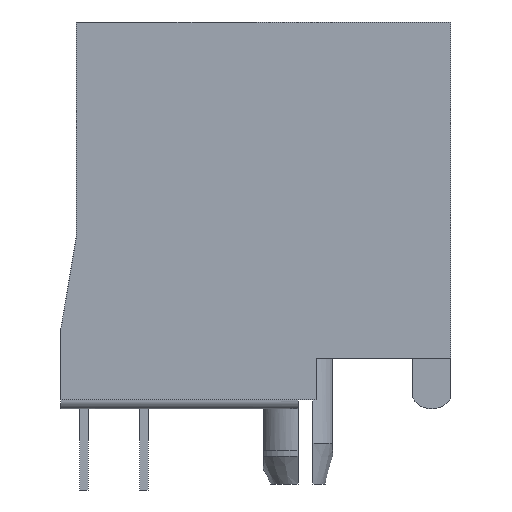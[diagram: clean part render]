
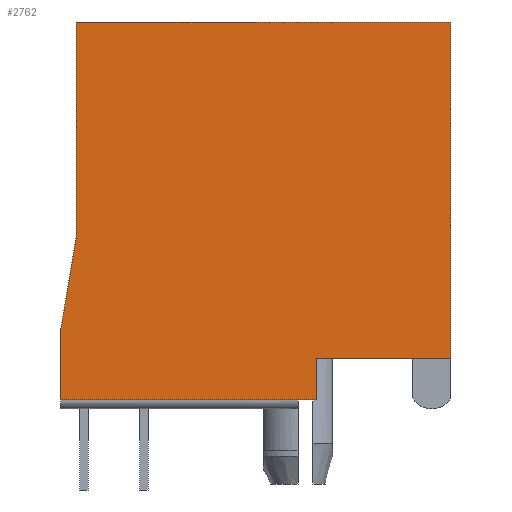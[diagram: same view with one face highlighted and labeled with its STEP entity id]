
A CAD part, left-side view. The second image highlights one B-rep face of the part: STEP entity #2762.
In plain terms, the highlighted planar face has unit normal (-1, 0, 0).
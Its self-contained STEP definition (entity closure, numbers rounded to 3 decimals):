
#72=DIRECTION('',(0.,0.,-1.));
#73=VECTOR('',#72,14.224);
#74=CARTESIAN_POINT('',(-7.874,-8.255,0.));
#75=LINE('',#74,#73);
#76=DIRECTION('',(0.,0.,-1.));
#77=VECTOR('',#76,1.778);
#78=CARTESIAN_POINT('',(-7.874,-2.54,-14.224));
#79=LINE('',#78,#77);
#80=DIRECTION('',(0.,1.,0.));
#81=VECTOR('',#80,10.795);
#82=CARTESIAN_POINT('',(-7.874,-2.54,-16.002));
#83=LINE('',#82,#81);
#84=DIRECTION('',(0.,0.,1.));
#85=VECTOR('',#84,3.048);
#86=CARTESIAN_POINT('',(-7.874,8.255,-16.002));
#87=LINE('',#86,#85);
#88=DIRECTION('',(0.,-0.164,0.986));
#89=VECTOR('',#88,3.863);
#90=CARTESIAN_POINT('',(-7.874,8.255,-12.954));
#91=LINE('',#90,#89);
#92=DIRECTION('',(0.,0.,1.));
#93=VECTOR('',#92,9.144);
#94=CARTESIAN_POINT('',(-7.874,7.62,-9.144));
#95=LINE('',#94,#93);
#96=DIRECTION('',(0.,-1.,0.));
#97=VECTOR('',#96,15.875);
#98=CARTESIAN_POINT('',(-7.874,7.62,0.));
#99=LINE('',#98,#97);
#202=DIRECTION('',(0.,-1.,0.));
#203=VECTOR('',#202,5.715);
#204=CARTESIAN_POINT('',(-7.874,-2.54,-14.224));
#205=LINE('',#204,#203);
#2109=CARTESIAN_POINT('',(-7.874,8.255,-12.954));
#2110=CARTESIAN_POINT('',(-7.874,7.62,-9.144));
#2111=VERTEX_POINT('',#2109);
#2112=VERTEX_POINT('',#2110);
#2113=CARTESIAN_POINT('',(-7.874,7.62,0.));
#2114=VERTEX_POINT('',#2113);
#2115=CARTESIAN_POINT('',(-7.874,-8.255,0.));
#2116=VERTEX_POINT('',#2115);
#2117=CARTESIAN_POINT('',(-7.874,-2.54,-14.224));
#2118=CARTESIAN_POINT('',(-7.874,-2.54,-16.002));
#2119=VERTEX_POINT('',#2117);
#2120=VERTEX_POINT('',#2118);
#2121=CARTESIAN_POINT('',(-7.874,8.255,-16.002));
#2122=VERTEX_POINT('',#2121);
#2145=CARTESIAN_POINT('',(-7.874,-8.255,-14.224));
#2146=VERTEX_POINT('',#2145);
#2739=CARTESIAN_POINT('',(-7.874,0.,0.));
#2740=DIRECTION('',(1.,0.,0.));
#2741=DIRECTION('',(0.,0.,-1.));
#2742=AXIS2_PLACEMENT_3D('',#2739,#2740,#2741);
#2743=PLANE('',#2742);
#2745=ORIENTED_EDGE('',*,*,#2744,.T.);
#2747=ORIENTED_EDGE('',*,*,#2746,.F.);
#2749=ORIENTED_EDGE('',*,*,#2748,.T.);
#2751=ORIENTED_EDGE('',*,*,#2750,.T.);
#2753=ORIENTED_EDGE('',*,*,#2752,.T.);
#2755=ORIENTED_EDGE('',*,*,#2754,.T.);
#2757=ORIENTED_EDGE('',*,*,#2756,.T.);
#2759=ORIENTED_EDGE('',*,*,#2758,.T.);
#2760=EDGE_LOOP('',(#2745,#2747,#2749,#2751,#2753,#2755,#2757,#2759));
#2761=FACE_OUTER_BOUND('',#2760,.F.);
#2762=ADVANCED_FACE('',(#2761),#2743,.F.);
#2744=EDGE_CURVE('',#2116,#2146,#75,.T.);
#2746=EDGE_CURVE('',#2119,#2146,#205,.T.);
#2748=EDGE_CURVE('',#2119,#2120,#79,.T.);
#2750=EDGE_CURVE('',#2120,#2122,#83,.T.);
#2752=EDGE_CURVE('',#2122,#2111,#87,.T.);
#2754=EDGE_CURVE('',#2111,#2112,#91,.T.);
#2756=EDGE_CURVE('',#2112,#2114,#95,.T.);
#2758=EDGE_CURVE('',#2114,#2116,#99,.T.);
